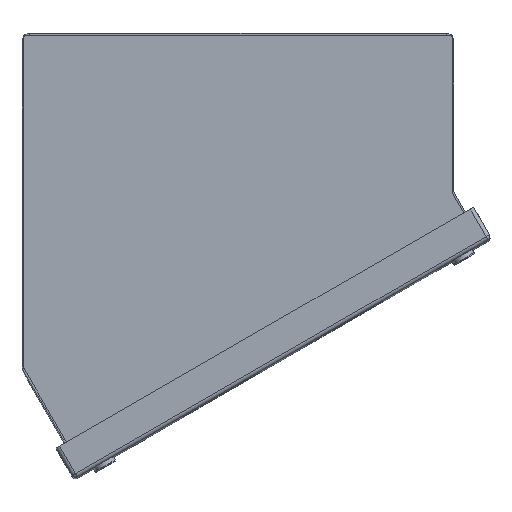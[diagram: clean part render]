
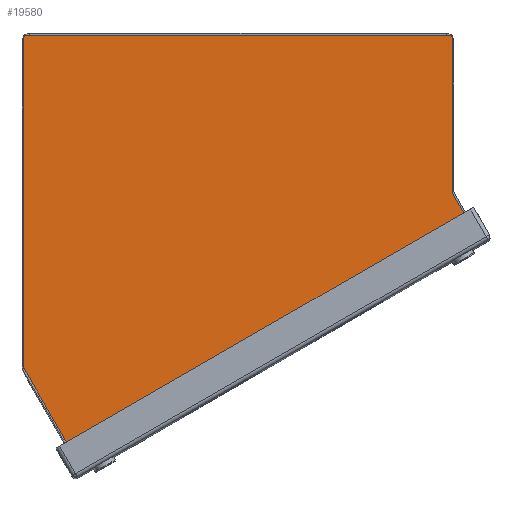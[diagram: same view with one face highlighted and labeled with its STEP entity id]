
A CAD part, top view. The second image highlights one B-rep face of the part: STEP entity #19580.
In plain terms, the highlighted planar face has unit normal (0, 0, 1).
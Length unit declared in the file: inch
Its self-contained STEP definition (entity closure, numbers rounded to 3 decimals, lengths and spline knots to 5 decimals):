
#328 = EDGE_CURVE ( 'NONE', #27858, #1350, #22195, .T. ) ;
#336 = DIRECTION ( 'NONE',  ( 0., 0., 1. ) ) ;
#968 = CARTESIAN_POINT ( 'NONE',  ( -3.31997, 2.47002, 6.5 ) ) ;
#1350 = VERTEX_POINT ( 'NONE', #7442 ) ;
#1751 = DIRECTION ( 'NONE',  ( 1., 0., 0. ) ) ;
#2011 = EDGE_CURVE ( 'NONE', #12769, #4982, #2253, .T. ) ;
#2253 = LINE ( 'NONE', #12814, #27634 ) ;
#2285 = CARTESIAN_POINT ( 'NONE',  ( 3.71587, -0.62465, 6.5 ) ) ;
#2632 = LINE ( 'NONE', #2285, #22317 ) ;
#2856 = EDGE_CURVE ( 'NONE', #1350, #29233, #15514, .T. ) ;
#3824 = VERTEX_POINT ( 'NONE', #28738 ) ;
#3829 = VECTOR ( 'NONE', #11342, 39.37008 ) ;
#3928 = AXIS2_PLACEMENT_3D ( 'NONE', #10706, #336, #13673 ) ;
#4097 = CARTESIAN_POINT ( 'NONE',  ( -3.35461, -2.76803, 6.5 ) ) ;
#4982 = VERTEX_POINT ( 'NONE', #10958 ) ;
#5457 = DIRECTION ( 'NONE',  ( 0., 0., -1. ) ) ;
#5812 = DIRECTION ( 'NONE',  ( 0., 0., -1. ) ) ;
#7442 = CARTESIAN_POINT ( 'NONE',  ( 3.36003, 2.43002, 6.5 ) ) ;
#7725 = AXIS2_PLACEMENT_3D ( 'NONE', #24233, #16575, #11013 ) ;
#7744 = ORIENTED_EDGE ( 'NONE', *, *, #18045, .T. ) ;
#8113 = PLANE ( 'NONE',  #3928 ) ;
#8375 = CARTESIAN_POINT ( 'NONE',  ( 3.71587, -0.62465, 6.5 ) ) ;
#8767 = DIRECTION ( 'NONE',  ( 1., 0., 0. ) ) ;
#9858 = DIRECTION ( 'NONE',  ( 0.5, -0.866, 0. ) ) ;
#10042 = AXIS2_PLACEMENT_3D ( 'NONE', #29749, #5457, #26960 ) ;
#10706 = CARTESIAN_POINT ( 'NONE',  ( 3.32003, 2.43002, 6.5 ) ) ;
#10865 = VERTEX_POINT ( 'NONE', #8375 ) ;
#10903 = CIRCLE ( 'NONE', #12593, 0.04 ) ;
#10958 = CARTESIAN_POINT ( 'NONE',  ( -2.5151, -4.22211, 6.5 ) ) ;
#11013 = DIRECTION ( 'NONE',  ( 1., 0., 0. ) ) ;
#11342 = DIRECTION ( 'NONE',  ( 0., -1., 0. ) ) ;
#11976 = EDGE_CURVE ( 'NONE', #13976, #12715, #26005, .T. ) ;
#12373 = DIRECTION ( 'NONE',  ( 0.866, 0.5, 0. ) ) ;
#12593 = AXIS2_PLACEMENT_3D ( 'NONE', #34219, #5812, #8767 ) ;
#12715 = VERTEX_POINT ( 'NONE', #12796 ) ;
#12769 = VERTEX_POINT ( 'NONE', #4097 ) ;
#12796 = CARTESIAN_POINT ( 'NONE',  ( -3.35997, 2.43002, 6.5 ) ) ;
#12814 = CARTESIAN_POINT ( 'NONE',  ( -3.35461, -2.76803, 6.5 ) ) ;
#13055 = LINE ( 'NONE', #17545, #27841 ) ;
#13673 = DIRECTION ( 'NONE',  ( 1., 0., 0. ) ) ;
#13976 = VERTEX_POINT ( 'NONE', #968 ) ;
#14267 = EDGE_CURVE ( 'NONE', #10865, #15439, #2632, .T. ) ;
#14295 = LINE ( 'NONE', #24863, #19415 ) ;
#14781 = CARTESIAN_POINT ( 'NONE',  ( 3.32003, 2.47002, 6.5 ) ) ;
#14888 = DIRECTION ( 'NONE',  ( 0., 0., 1. ) ) ;
#15439 = VERTEX_POINT ( 'NONE', #25023 ) ;
#15514 = CIRCLE ( 'NONE', #17178, 0.04 ) ;
#15586 = ORIENTED_EDGE ( 'NONE', *, *, #328, .T. ) ;
#15926 = EDGE_LOOP ( 'NONE', ( #31438, #28033, #16267, #20324, #33372, #19566, #15586, #29448, #7744, #28394 ) ) ;
#16267 = ORIENTED_EDGE ( 'NONE', *, *, #2011, .T. ) ;
#16575 = DIRECTION ( 'NONE',  ( 0., 0., 1. ) ) ;
#17006 = DIRECTION ( 'NONE',  ( 0., 1., 0. ) ) ;
#17178 = AXIS2_PLACEMENT_3D ( 'NONE', #18351, #14888, #1751 ) ;
#17545 = CARTESIAN_POINT ( 'NONE',  ( -2.5151, -4.22211, 6.5 ) ) ;
#18045 = EDGE_CURVE ( 'NONE', #29233, #13976, #14295, .T. ) ;
#18351 = CARTESIAN_POINT ( 'NONE',  ( 3.32003, 2.43002, 6.5 ) ) ;
#18717 = EDGE_CURVE ( 'NONE', #12715, #3824, #26946, .T. ) ;
#18910 = CARTESIAN_POINT ( 'NONE',  ( 3.36003, 0.0024, 6.5 ) ) ;
#19415 = VECTOR ( 'NONE', #19493, 39.37008 ) ;
#19493 = DIRECTION ( 'NONE',  ( -1., 0., 0. ) ) ;
#19566 = ORIENTED_EDGE ( 'NONE', *, *, #25933, .T. ) ;
#19580 = ADVANCED_FACE ( 'NONE', ( #26648 ), #8113, .T. ) ;
#20180 = EDGE_CURVE ( 'NONE', #12769, #3824, #26638, .T. ) ;
#20324 = ORIENTED_EDGE ( 'NONE', *, *, #20502, .T. ) ;
#20502 = EDGE_CURVE ( 'NONE', #4982, #10865, #13055, .T. ) ;
#22195 = LINE ( 'NONE', #32732, #25505 ) ;
#22317 = VECTOR ( 'NONE', #33784, 39.37008 ) ;
#24033 = CARTESIAN_POINT ( 'NONE',  ( -3.35997, 2.43002, 6.5 ) ) ;
#24233 = CARTESIAN_POINT ( 'NONE',  ( -3.31997, 2.43002, 6.5 ) ) ;
#24863 = CARTESIAN_POINT ( 'NONE',  ( 3.32003, 2.47002, 6.5 ) ) ;
#25023 = CARTESIAN_POINT ( 'NONE',  ( 3.36539, -0.0176, 6.5 ) ) ;
#25505 = VECTOR ( 'NONE', #17006, 39.37008 ) ;
#25933 = EDGE_CURVE ( 'NONE', #15439, #27858, #10903, .T. ) ;
#26005 = CIRCLE ( 'NONE', #7725, 0.04 ) ;
#26638 = CIRCLE ( 'NONE', #10042, 0.04 ) ;
#26648 = FACE_OUTER_BOUND ( 'NONE', #15926, .T. ) ;
#26946 = LINE ( 'NONE', #24033, #3829 ) ;
#26960 = DIRECTION ( 'NONE',  ( 1., 0., 0. ) ) ;
#27634 = VECTOR ( 'NONE', #9858, 39.37008 ) ;
#27841 = VECTOR ( 'NONE', #12373, 39.37008 ) ;
#27858 = VERTEX_POINT ( 'NONE', #18910 ) ;
#28033 = ORIENTED_EDGE ( 'NONE', *, *, #20180, .F. ) ;
#28394 = ORIENTED_EDGE ( 'NONE', *, *, #11976, .T. ) ;
#28738 = CARTESIAN_POINT ( 'NONE',  ( -3.35997, -2.74803, 6.5 ) ) ;
#29233 = VERTEX_POINT ( 'NONE', #14781 ) ;
#29448 = ORIENTED_EDGE ( 'NONE', *, *, #2856, .T. ) ;
#29749 = CARTESIAN_POINT ( 'NONE',  ( -3.31997, -2.74803, 6.5 ) ) ;
#31438 = ORIENTED_EDGE ( 'NONE', *, *, #18717, .T. ) ;
#32732 = CARTESIAN_POINT ( 'NONE',  ( 3.36003, 2.43002, 6.5 ) ) ;
#33372 = ORIENTED_EDGE ( 'NONE', *, *, #14267, .T. ) ;
#33784 = DIRECTION ( 'NONE',  ( -0.5, 0.866, 0. ) ) ;
#34219 = CARTESIAN_POINT ( 'NONE',  ( 3.40003, 0.0024, 6.5 ) ) ;
